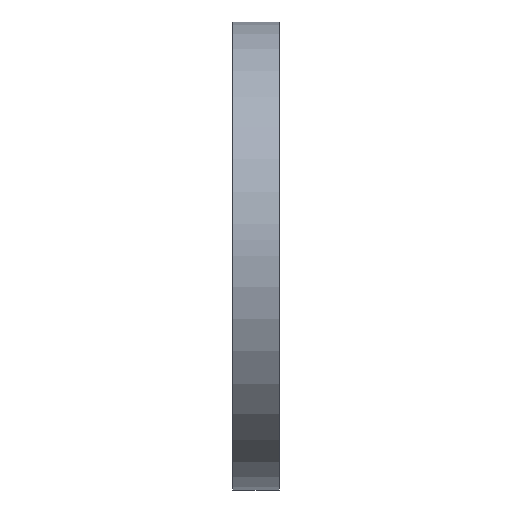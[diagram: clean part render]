
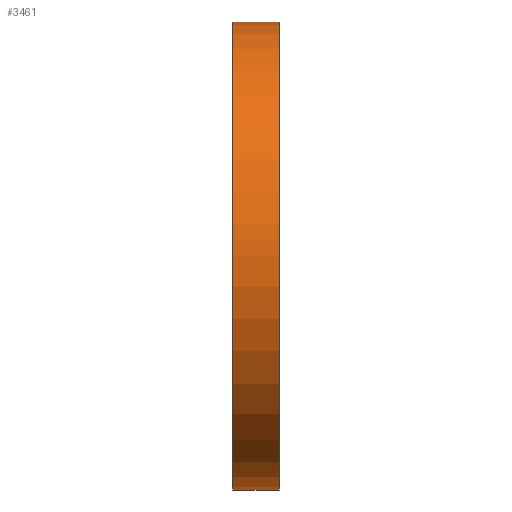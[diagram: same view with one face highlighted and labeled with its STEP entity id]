
A CAD part, front view. The second image highlights one B-rep face of the part: STEP entity #3461.
In plain terms, the highlighted free-form (B-spline) face has degree [2, 1] with [9, 2] control points.
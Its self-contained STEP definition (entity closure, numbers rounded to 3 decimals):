
#3461 = ADVANCED_FACE('',(#3462),#3494,.T.);
#3462 = FACE_BOUND('',#3463,.T.);
#3463 = EDGE_LOOP('',(#3464,#3476,#3483,#3493));
#3464 = ORIENTED_EDGE('',*,*,#3465,.F.);
#3465 = EDGE_CURVE('',#3466,#3466,#3468,.T.);
#3466 = VERTEX_POINT('',#3467);
#3467 = CARTESIAN_POINT('',(4.284,0.,21.422));
#3468 = ( BOUNDED_CURVE() B_SPLINE_CURVE(2,(#3469,#3470,#3471,#3472,
#3473,#3474,#3475),.UNSPECIFIED.,.T.,.F.) B_SPLINE_CURVE_WITH_KNOTS((3,2
    ,2,3),(3.142,5.236,7.33,9.425),
.PIECEWISE_BEZIER_KNOTS.) CURVE() GEOMETRIC_REPRESENTATION_ITEM() 
RATIONAL_B_SPLINE_CURVE((1.,0.5,1.,0.5,1.,0.5,1.)) REPRESENTATION_ITEM(
  '') );
#3469 = CARTESIAN_POINT('',(4.284,0.,21.422));
#3470 = CARTESIAN_POINT('',(4.284,0.,
    -15.682));
#3471 = CARTESIAN_POINT('',(4.284,32.132,
    2.87));
#3472 = CARTESIAN_POINT('',(4.284,64.265,
    21.422));
#3473 = CARTESIAN_POINT('',(4.284,32.132,
    39.973));
#3474 = CARTESIAN_POINT('',(4.284,0.,
    58.525));
#3475 = CARTESIAN_POINT('',(4.284,0.,21.422));
#3476 = ORIENTED_EDGE('',*,*,#3477,.T.);
#3477 = EDGE_CURVE('',#3466,#3478,#3480,.T.);
#3478 = VERTEX_POINT('',#3479);
#3479 = CARTESIAN_POINT('',(0.,0.,21.422));
#3480 = B_SPLINE_CURVE_WITH_KNOTS('',1,(#3481,#3482),.UNSPECIFIED.,.F.,
  .F.,(2,2),(-5.,0.),.PIECEWISE_BEZIER_KNOTS.);
#3481 = CARTESIAN_POINT('',(4.284,0.,21.422));
#3482 = CARTESIAN_POINT('',(0.,0.,21.422));
#3483 = ORIENTED_EDGE('',*,*,#3484,.T.);
#3484 = EDGE_CURVE('',#3478,#3478,#3485,.T.);
#3485 = ( BOUNDED_CURVE() B_SPLINE_CURVE(2,(#3486,#3487,#3488,#3489,
#3490,#3491,#3492),.UNSPECIFIED.,.T.,.F.) B_SPLINE_CURVE_WITH_KNOTS((3,2
    ,2,3),(3.142,5.236,7.33,9.425),
.PIECEWISE_BEZIER_KNOTS.) CURVE() GEOMETRIC_REPRESENTATION_ITEM() 
RATIONAL_B_SPLINE_CURVE((1.,0.5,1.,0.5,1.,0.5,1.)) REPRESENTATION_ITEM(
  '') );
#3486 = CARTESIAN_POINT('',(0.,0.,21.422));
#3487 = CARTESIAN_POINT('',(0.,0.,-15.682));
#3488 = CARTESIAN_POINT('',(0.,32.132,2.87));
#3489 = CARTESIAN_POINT('',(0.,64.265,21.422));
#3490 = CARTESIAN_POINT('',(0.,32.132,39.973));
#3491 = CARTESIAN_POINT('',(0.,0.,58.525));
#3492 = CARTESIAN_POINT('',(0.,0.,21.422));
#3493 = ORIENTED_EDGE('',*,*,#3477,.F.);
#3494 = ( BOUNDED_SURFACE() B_SPLINE_SURFACE(2,1,(
    (#3495,#3496)
    ,(#3497,#3498)
    ,(#3499,#3500)
    ,(#3501,#3502)
    ,(#3503,#3504)
    ,(#3505,#3506)
    ,(#3507,#3508)
    ,(#3509,#3510)
    ,(#3511,#3512
)),.UNSPECIFIED.,.T.,.F.,.F.) B_SPLINE_SURFACE_WITH_KNOTS((3,2,2,2,3),(2
    ,2),(-3.142,-2.094,0.,2.094,3.142)
,(0.,5.),.UNSPECIFIED.) GEOMETRIC_REPRESENTATION_ITEM() 
RATIONAL_B_SPLINE_SURFACE((
    (0.75,0.75)
    ,(0.75,0.75)
    ,(1.,1.)
    ,(0.5,0.5)
    ,(1.,1.)
    ,(0.5,0.5)
    ,(1.,1.)
    ,(0.75,0.75)
,(0.75,0.75))) REPRESENTATION_ITEM('') SURFACE() );
#3495 = CARTESIAN_POINT('',(0.,0.,21.422));
#3496 = CARTESIAN_POINT('',(4.284,0.,
    21.422));
#3497 = CARTESIAN_POINT('',(0.,0.,9.054));
#3498 = CARTESIAN_POINT('',(4.284,0.,
    9.054));
#3499 = CARTESIAN_POINT('',(0.,10.711,2.87));
#3500 = CARTESIAN_POINT('',(4.284,10.711,
    2.87));
#3501 = CARTESIAN_POINT('',(0.,42.843,-15.682));
#3502 = CARTESIAN_POINT('',(4.284,42.843,
    -15.682));
#3503 = CARTESIAN_POINT('',(0.,42.843,21.422));
#3504 = CARTESIAN_POINT('',(4.284,42.843,
    21.422));
#3505 = CARTESIAN_POINT('',(0.,42.843,58.525));
#3506 = CARTESIAN_POINT('',(4.284,42.843,
    58.525));
#3507 = CARTESIAN_POINT('',(0.,10.711,39.973));
#3508 = CARTESIAN_POINT('',(4.284,10.711,
    39.973));
#3509 = CARTESIAN_POINT('',(0.,0.,33.789));
#3510 = CARTESIAN_POINT('',(4.284,0.,
    33.789));
#3511 = CARTESIAN_POINT('',(0.,0.,21.422));
#3512 = CARTESIAN_POINT('',(4.284,0.,
    21.422));
